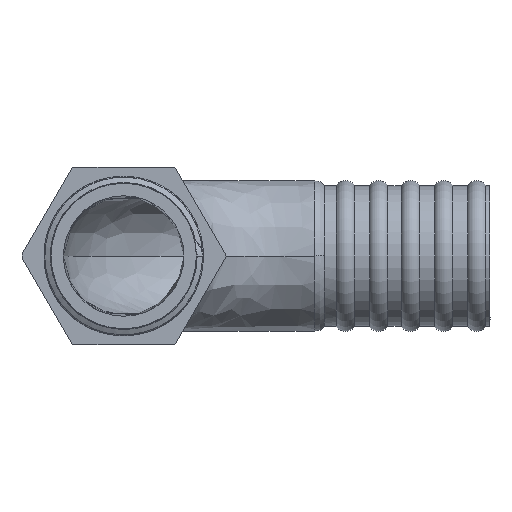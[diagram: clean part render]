
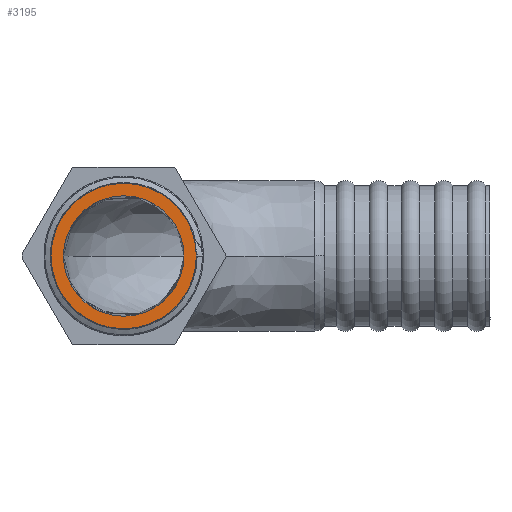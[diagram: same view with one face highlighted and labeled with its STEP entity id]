
A CAD part, front view. The second image highlights one B-rep face of the part: STEP entity #3195.
In plain terms, the highlighted planar face has unit normal (0, -1, 0).
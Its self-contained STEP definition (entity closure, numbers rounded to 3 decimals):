
#270 = CARTESIAN_POINT ( 'NONE',  ( 0., -50.8, 0. ) ) ;
#271 = DIRECTION ( 'NONE',  ( 0., -1., 0. ) ) ;
#272 = DIRECTION ( 'NONE',  ( 0., 0., -1. ) ) ;
#420 = AXIS2_PLACEMENT_3D ( 'NONE', #6316, #6328, #6329 ) ;
#2743 = CARTESIAN_POINT ( 'NONE',  ( -10., -50.8, 0. ) ) ;
#2748 = CARTESIAN_POINT ( 'NONE',  ( 10., -50.8, 0. ) ) ;
#2782 = CARTESIAN_POINT ( 'NONE',  ( 0., -50.8, 12.059 ) ) ;
#2785 = CARTESIAN_POINT ( 'NONE',  ( 0., -50.8, -12.059 ) ) ;
#2967 = CIRCLE ( 'NONE', #2968, 12.059 ) ;
#2968 = AXIS2_PLACEMENT_3D ( 'NONE', #4095, #4096, #4097 ) ;
#3005 = EDGE_CURVE ( 'NONE', #6730, #6727, #2967, .T. ) ;
#3017 = EDGE_CURVE ( 'NONE', #6727, #6730, #4176, .T. ) ;
#3070 = EDGE_CURVE ( 'NONE', #6684, #6689, #6867, .T. ) ;
#3107 = EDGE_CURVE ( 'NONE', #6689, #6684, #6850, .T. ) ;
#3195 = ADVANCED_FACE ( 'NONE', ( #6325, #6321 ), #6326, .T. ) ;
#3309 = EDGE_LOOP ( 'NONE', ( #6518, #6519 ) ) ;
#3319 = EDGE_LOOP ( 'NONE', ( #6516, #6517 ) ) ;
#3606 = CARTESIAN_POINT ( 'NONE',  ( 0., -50.8, 0. ) ) ;
#3607 = DIRECTION ( 'NONE',  ( 0., 1., 0. ) ) ;
#3608 = DIRECTION ( 'NONE',  ( 0., 0., 1. ) ) ;
#4095 = CARTESIAN_POINT ( 'NONE',  ( 0., -50.8, 0. ) ) ;
#4096 = DIRECTION ( 'NONE',  ( 0., 1., 0. ) ) ;
#4097 = DIRECTION ( 'NONE',  ( 0., 0., 1. ) ) ;
#4175 = AXIS2_PLACEMENT_3D ( 'NONE', #3606, #3607, #3608 ) ;
#4176 = CIRCLE ( 'NONE', #4175, 12.059 ) ;
#6316 = CARTESIAN_POINT ( 'NONE',  ( 0., -50.8, 0. ) ) ;
#6321 = FACE_OUTER_BOUND ( 'NONE', #3309, .T. ) ;
#6325 = FACE_BOUND ( 'NONE', #3319, .T. ) ;
#6326 = PLANE ( 'NONE',  #420 ) ;
#6328 = DIRECTION ( 'NONE',  ( 0., -1., 0. ) ) ;
#6329 = DIRECTION ( 'NONE',  ( 0., 0., -1. ) ) ;
#6516 = ORIENTED_EDGE ( 'NONE', *, *, #3070, .F. ) ;
#6517 = ORIENTED_EDGE ( 'NONE', *, *, #3107, .F. ) ;
#6518 = ORIENTED_EDGE ( 'NONE', *, *, #3017, .F. ) ;
#6519 = ORIENTED_EDGE ( 'NONE', *, *, #3005, .F. ) ;
#6684 = VERTEX_POINT ( 'NONE', #2743 ) ;
#6689 = VERTEX_POINT ( 'NONE', #2748 ) ;
#6727 = VERTEX_POINT ( 'NONE', #2782 ) ;
#6730 = VERTEX_POINT ( 'NONE', #2785 ) ;
#6809 = AXIS2_PLACEMENT_3D ( 'NONE', #270, #271, #272 ) ;
#6850 = CIRCLE ( 'NONE', #6809, 10. ) ;
#6867 = CIRCLE ( 'NONE', #6871, 10. ) ;
#6871 = AXIS2_PLACEMENT_3D ( 'NONE', #8398, #8399, #8400 ) ;
#8398 = CARTESIAN_POINT ( 'NONE',  ( 0., -50.8, 0. ) ) ;
#8399 = DIRECTION ( 'NONE',  ( 0., -1., 0. ) ) ;
#8400 = DIRECTION ( 'NONE',  ( 0., 0., -1. ) ) ;
